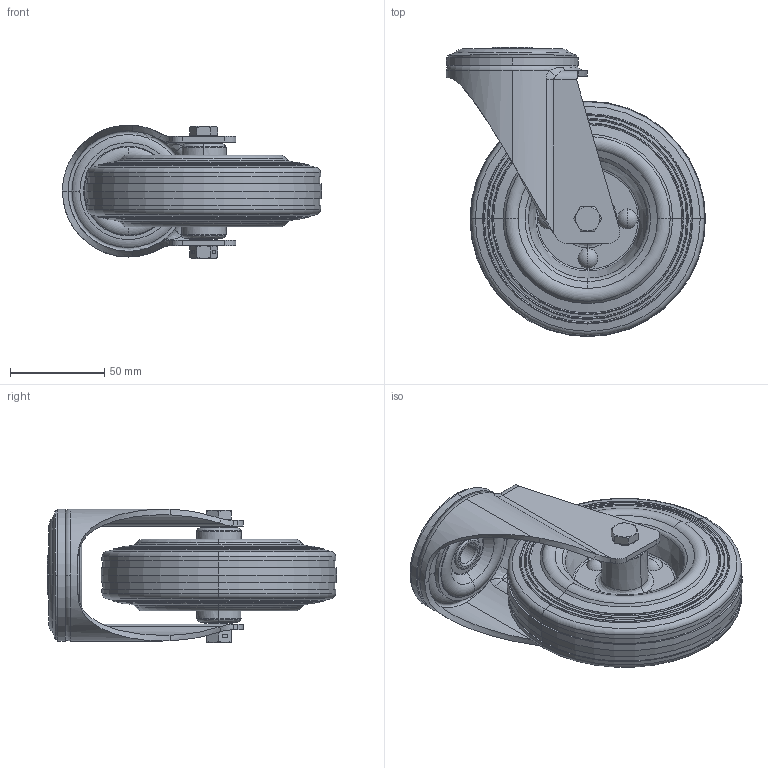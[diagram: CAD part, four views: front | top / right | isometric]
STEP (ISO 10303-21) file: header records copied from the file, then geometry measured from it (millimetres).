
FILE_DESCRIPTION (( 'STEP AP214' ), '1' );
FILE_NAME ('0055986.step', '2023-10-18T10:05:28', ( '' ), ( '' ), 'SwSTEP 2.0', 'SolidWorks 2020', '' );
FILE_SCHEMA (( 'AUTOMOTIVE_DESIGN' ));
Length unit declared in the file: millimetre
Products named in the file (1): 0055986
Bounding box: 137.5 x 153.5 x 71 mm (x, y, z)
Surface area: 99654.2 mm2 (no closed solid volume)
Topology: 0 solids, 20 shells, 417 faces, 941 edges, 550 vertices
Faces by surface type: torus 116, cone 114, plane 78, cylinder 69, bspline 40
Entity records: 18404 total; most frequent: CARTESIAN_POINT 4601, DIRECTION 2053, ORIENTED_EDGE 1792, EDGE_CURVE 925, AXIS2_PLACEMENT_3D 910, VERTEX_POINT 550, CIRCLE 532, EDGE_LOOP 463
